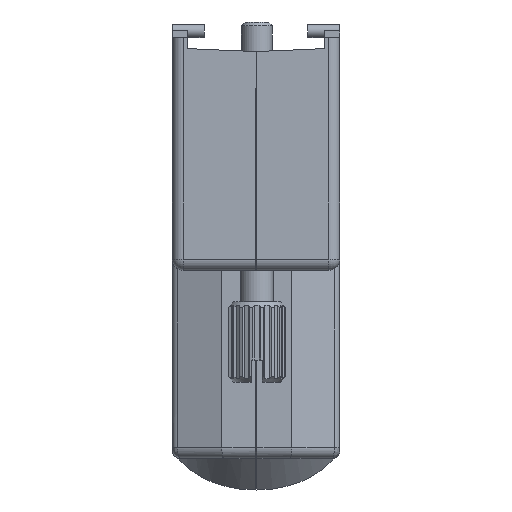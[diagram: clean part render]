
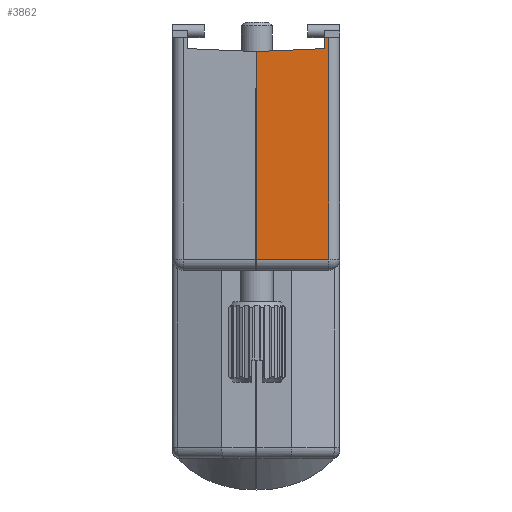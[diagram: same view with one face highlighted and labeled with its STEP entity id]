
A CAD part, left-side view. The second image highlights one B-rep face of the part: STEP entity #3862.
In plain terms, the highlighted planar face has unit normal (-1, 0, 0).
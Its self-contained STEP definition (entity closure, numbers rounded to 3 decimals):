
#795 = VECTOR ( 'NONE', #1771, 1000. ) ;
#1230 = ORIENTED_EDGE ( 'NONE', *, *, #13137, .T. ) ;
#1368 = VECTOR ( 'NONE', #21787, 1000. ) ;
#1771 = DIRECTION ( 'NONE',  ( 0., 0., 1. ) ) ;
#1833 = ORIENTED_EDGE ( 'NONE', *, *, #24829, .T. ) ;
#2722 = VERTEX_POINT ( 'NONE', #3094 ) ;
#2748 = VECTOR ( 'NONE', #15526, 1000. ) ;
#3094 = CARTESIAN_POINT ( 'NONE',  ( -35.25, -7.65, 0. ) ) ;
#3440 = PLANE ( 'NONE',  #16553 ) ;
#3497 = CARTESIAN_POINT ( 'NONE',  ( -35.25, -8.65, -20. ) ) ;
#3564 = DIRECTION ( 'NONE',  ( -1., 0., 0. ) ) ;
#3690 = CARTESIAN_POINT ( 'NONE',  ( -35.25, -8.65, 0. ) ) ;
#3862 = ADVANCED_FACE ( 'NONE', ( #25324 ), #3440, .T. ) ;
#4180 = EDGE_CURVE ( 'NONE', #23251, #19771, #15256, .T. ) ;
#5730 = LINE ( 'NONE', #11756, #1368 ) ;
#6765 = CARTESIAN_POINT ( 'NONE',  ( -35.25, -8.65, 0. ) ) ;
#7427 = DIRECTION ( 'NONE',  ( 0., 0., 1. ) ) ;
#7824 = CARTESIAN_POINT ( 'NONE',  ( -35.25, -1.15, -1.266 ) ) ;
#9060 = CARTESIAN_POINT ( 'NONE',  ( -35.25, -1.15, -20. ) ) ;
#9163 = VECTOR ( 'NONE', #11123, 1000. ) ;
#9228 = EDGE_CURVE ( 'NONE', #21413, #20020, #18942, .T. ) ;
#9313 = CARTESIAN_POINT ( 'NONE',  ( -35.25, -7.25, 0. ) ) ;
#10873 = DIRECTION ( 'NONE',  ( 0., 1., 0. ) ) ;
#11123 = DIRECTION ( 'NONE',  ( 0., 0., -1. ) ) ;
#11344 = DIRECTION ( 'NONE',  ( 0., -1., 0. ) ) ;
#11435 = CARTESIAN_POINT ( 'NONE',  ( -35.25, -7.25, 0. ) ) ;
#11621 = EDGE_CURVE ( 'NONE', #21413, #14990, #23134, .T. ) ;
#11756 = CARTESIAN_POINT ( 'NONE',  ( -35.25, -7.25, -1. ) ) ;
#11931 = CARTESIAN_POINT ( 'NONE',  ( -35.25, -7.25, -1. ) ) ;
#12485 = ORIENTED_EDGE ( 'NONE', *, *, #11621, .F. ) ;
#13137 = EDGE_CURVE ( 'NONE', #2722, #23251, #14752, .T. ) ;
#13762 = ORIENTED_EDGE ( 'NONE', *, *, #9228, .T. ) ;
#14752 = LINE ( 'NONE', #6765, #20535 ) ;
#14990 = VERTEX_POINT ( 'NONE', #7824 ) ;
#15256 = LINE ( 'NONE', #9313, #9163 ) ;
#15526 = DIRECTION ( 'NONE',  ( 0., 0., 1. ) ) ;
#15606 = ORIENTED_EDGE ( 'NONE', *, *, #15857, .T. ) ;
#15857 = EDGE_CURVE ( 'NONE', #19771, #14990, #5730, .T. ) ;
#16369 = VECTOR ( 'NONE', #11344, 1000. ) ;
#16553 = AXIS2_PLACEMENT_3D ( 'NONE', #3690, #3564, #7427 ) ;
#17859 = EDGE_LOOP ( 'NONE', ( #12485, #13762, #1833, #1230, #25384, #15606 ) ) ;
#18942 = LINE ( 'NONE', #3497, #16369 ) ;
#19398 = CARTESIAN_POINT ( 'NONE',  ( -35.25, -1.15, -21. ) ) ;
#19771 = VERTEX_POINT ( 'NONE', #11931 ) ;
#20020 = VERTEX_POINT ( 'NONE', #21441 ) ;
#20535 = VECTOR ( 'NONE', #10873, 1000. ) ;
#21413 = VERTEX_POINT ( 'NONE', #9060 ) ;
#21440 = CARTESIAN_POINT ( 'NONE',  ( -35.25, -7.65, 0. ) ) ;
#21441 = CARTESIAN_POINT ( 'NONE',  ( -35.25, -7.65, -20. ) ) ;
#21787 = DIRECTION ( 'NONE',  ( 0., 0.999, -0.044 ) ) ;
#23134 = LINE ( 'NONE', #19398, #795 ) ;
#23251 = VERTEX_POINT ( 'NONE', #11435 ) ;
#23743 = LINE ( 'NONE', #21440, #2748 ) ;
#24829 = EDGE_CURVE ( 'NONE', #20020, #2722, #23743, .T. ) ;
#25324 = FACE_OUTER_BOUND ( 'NONE', #17859, .T. ) ;
#25384 = ORIENTED_EDGE ( 'NONE', *, *, #4180, .T. ) ;
